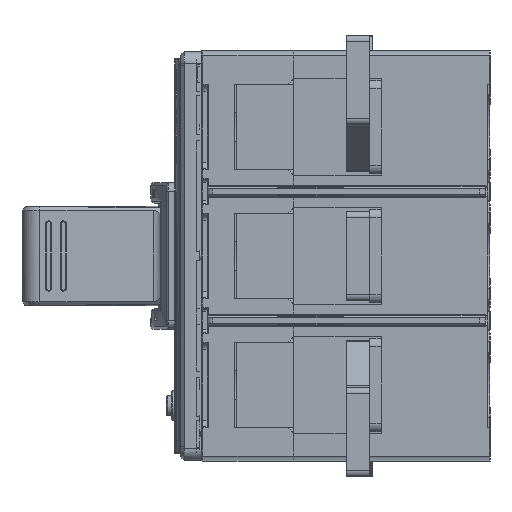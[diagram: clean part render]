
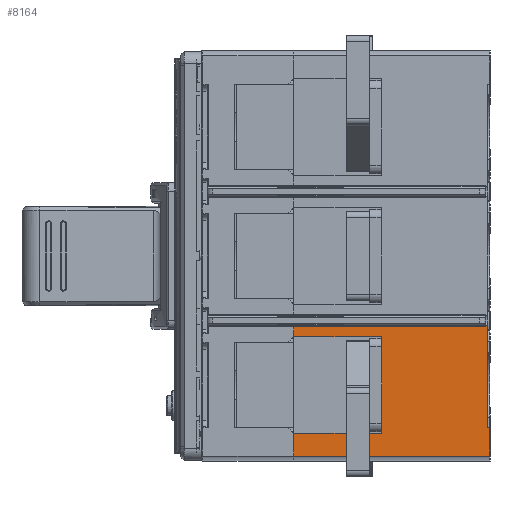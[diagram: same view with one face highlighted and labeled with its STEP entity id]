
A CAD part, left-side view. The second image highlights one B-rep face of the part: STEP entity #8164.
In plain terms, the highlighted planar face has unit normal (-1, 0, 0).
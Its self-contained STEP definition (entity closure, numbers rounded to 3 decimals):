
#8164=ADVANCED_FACE('',(#14085),#10844,.T.);
#10844=PLANE('',#70800);
#14085=FACE_OUTER_BOUND('',#18048,.T.);
#18048=EDGE_LOOP('',(#35531,#35532,#35533,#35534,#35535,#35536,#35537,#35538,
#35539,#35540));
#35531=ORIENTED_EDGE('',*,*,#51808,.T.);
#35532=ORIENTED_EDGE('',*,*,#51374,.T.);
#35533=ORIENTED_EDGE('',*,*,#51125,.T.);
#35534=ORIENTED_EDGE('',*,*,#51775,.T.);
#35535=ORIENTED_EDGE('',*,*,#52013,.F.);
#35536=ORIENTED_EDGE('',*,*,#51771,.F.);
#35537=ORIENTED_EDGE('',*,*,#52059,.F.);
#35538=ORIENTED_EDGE('',*,*,#51806,.F.);
#35539=ORIENTED_EDGE('',*,*,#51136,.T.);
#35540=ORIENTED_EDGE('',*,*,#51378,.T.);
#42522=VERTEX_POINT('',#113372);
#42523=VERTEX_POINT('',#113374);
#42532=VERTEX_POINT('',#113393);
#42533=VERTEX_POINT('',#113395);
#42696=VERTEX_POINT('',#113897);
#42699=VERTEX_POINT('',#113904);
#42928=VERTEX_POINT('',#114728);
#42929=VERTEX_POINT('',#114730);
#42931=VERTEX_POINT('',#114736);
#42939=VERTEX_POINT('',#114794);
#51125=EDGE_CURVE('',#42523,#42522,#58133,.T.);
#51136=EDGE_CURVE('',#42533,#42532,#58144,.T.);
#51374=EDGE_CURVE('',#42696,#42523,#58334,.T.);
#51378=EDGE_CURVE('',#42532,#42699,#58338,.T.);
#51771=EDGE_CURVE('',#42928,#42929,#58629,.T.);
#51775=EDGE_CURVE('',#42522,#42931,#58633,.T.);
#51806=EDGE_CURVE('',#42533,#42939,#58663,.T.);
#51808=EDGE_CURVE('',#42699,#42696,#58665,.T.);
#52013=EDGE_CURVE('',#42929,#42931,#58818,.T.);
#52059=EDGE_CURVE('',#42939,#42928,#58850,.T.);
#58133=LINE('',#113373,#64839);
#58144=LINE('',#113394,#64850);
#58334=LINE('',#113896,#65040);
#58338=LINE('',#113905,#65044);
#58629=LINE('',#114729,#65335);
#58633=LINE('',#114737,#65339);
#58663=LINE('',#114793,#65369);
#58665=LINE('',#114797,#65371);
#58818=LINE('',#115229,#65524);
#58850=LINE('',#115323,#65556);
#64839=VECTOR('',#85271,1.);
#64850=VECTOR('',#85282,1.);
#65040=VECTOR('',#85722,1.);
#65044=VECTOR('',#85728,1.);
#65335=VECTOR('',#86627,1.);
#65339=VECTOR('',#86633,1.);
#65369=VECTOR('',#86701,1.);
#65371=VECTOR('',#86705,1.);
#65524=VECTOR('',#87176,1.);
#65556=VECTOR('',#87254,1.);
#70800=AXIS2_PLACEMENT_3D('',#115324,#87255,#87256);
#85271=DIRECTION('',(0.,0.,-1.));
#85282=DIRECTION('',(0.,0.,-1.));
#85722=DIRECTION('',(0.,1.,0.));
#85728=DIRECTION('',(0.,-1.,0.));
#86627=DIRECTION('',(0.,-1.,0.));
#86633=DIRECTION('',(0.,-1.,0.));
#86701=DIRECTION('',(0.,-1.,0.));
#86705=DIRECTION('',(0.,0.,-1.));
#87176=DIRECTION('',(0.,0.,-1.));
#87254=DIRECTION('',(0.,0.,-1.));
#87255=DIRECTION('',(-1.,0.,0.));
#87256=DIRECTION('',(0.,-1.,0.));
#113372=CARTESIAN_POINT('',(0.,66.,-608.25));
#113373=CARTESIAN_POINT('',(0.,66.,-600.5));
#113374=CARTESIAN_POINT('',(0.,66.,-600.5));
#113393=CARTESIAN_POINT('',(0.,66.,-567.5));
#113394=CARTESIAN_POINT('',(0.,66.,-563.75));
#113395=CARTESIAN_POINT('',(0.,66.,-563.75));
#113896=CARTESIAN_POINT('',(0.,66.,-600.5));
#113897=CARTESIAN_POINT('',(0.,36.,-600.5));
#113904=CARTESIAN_POINT('',(0.,36.,-567.5));
#113905=CARTESIAN_POINT('',(0.,66.,-567.5));
#114728=CARTESIAN_POINT('',(0.,0.,-598.5));
#114729=CARTESIAN_POINT('',(0.,0.,-598.5));
#114730=CARTESIAN_POINT('',(0.,-1.,-598.5));
#114736=CARTESIAN_POINT('',(0.,-1.,-608.25));
#114737=CARTESIAN_POINT('',(0.,66.,-608.25));
#114793=CARTESIAN_POINT('',(0.,66.,-563.75));
#114794=CARTESIAN_POINT('',(0.,0.,-563.75));
#114797=CARTESIAN_POINT('',(0.,36.,-567.5));
#115229=CARTESIAN_POINT('',(0.,-1.,-598.5));
#115323=CARTESIAN_POINT('',(0.,0.,-563.75));
#115324=CARTESIAN_POINT('',(0.,66.,-610.));
